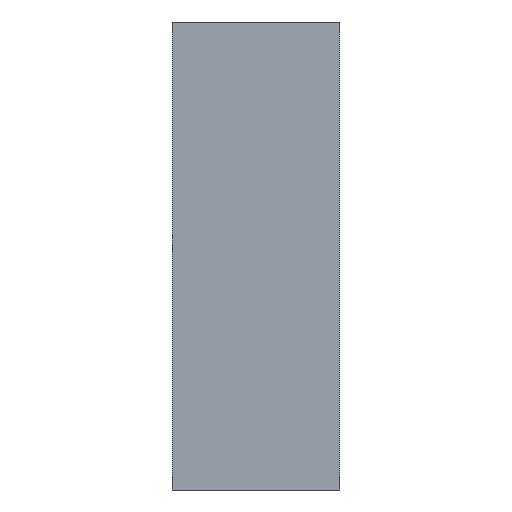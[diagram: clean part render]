
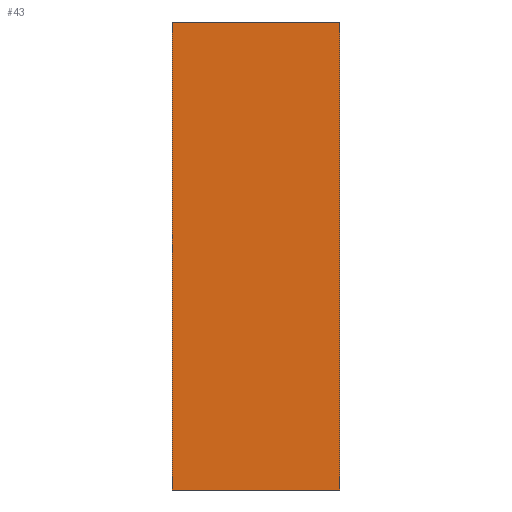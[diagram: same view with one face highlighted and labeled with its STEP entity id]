
A CAD part, left-side view. The second image highlights one B-rep face of the part: STEP entity #43.
In plain terms, the highlighted planar face has unit normal (-1, 0, 0).
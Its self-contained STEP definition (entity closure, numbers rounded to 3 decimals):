
#43 = ADVANCED_FACE( '', ( #97 ), #98, .F. );
#97 = FACE_OUTER_BOUND( '', #164, .T. );
#98 = PLANE( '', #165 );
#164 = EDGE_LOOP( '', ( #237, #238, #239, #240 ) );
#165 = AXIS2_PLACEMENT_3D( '', #241, #242, #243 );
#237 = ORIENTED_EDGE( '', *, *, #330, .T. );
#238 = ORIENTED_EDGE( '', *, *, #331, .F. );
#239 = ORIENTED_EDGE( '', *, *, #327, .F. );
#240 = ORIENTED_EDGE( '', *, *, #332, .T. );
#241 = CARTESIAN_POINT( '', ( -25.529, -3.175, 8.89 ) );
#242 = DIRECTION( '', ( 1., 0., 0. ) );
#243 = DIRECTION( '', ( 0., 0., -1. ) );
#327 = EDGE_CURVE( '', #377, #379, #380, .T. );
#330 = EDGE_CURVE( '', #383, #384, #385, .T. );
#331 = EDGE_CURVE( '', #379, #384, #386, .T. );
#332 = EDGE_CURVE( '', #377, #383, #387, .T. );
#377 = VERTEX_POINT( '', #442 );
#379 = VERTEX_POINT( '', #445 );
#380 = LINE( '', #446, #447 );
#383 = VERTEX_POINT( '', #451 );
#384 = VERTEX_POINT( '', #452 );
#385 = LINE( '', #453, #454 );
#386 = LINE( '', #455, #456 );
#387 = LINE( '', #457, #458 );
#442 = CARTESIAN_POINT( '', ( -25.529, -3.175, 6.61 ) );
#445 = CARTESIAN_POINT( '', ( -25.529, -3.175, -2.28 ) );
#446 = CARTESIAN_POINT( '', ( -25.529, -3.175, 8.89 ) );
#447 = VECTOR( '', #513, 1000. );
#451 = CARTESIAN_POINT( '', ( -25.529, 0., 6.61 ) );
#452 = CARTESIAN_POINT( '', ( -25.529, 0., -2.28 ) );
#453 = CARTESIAN_POINT( '', ( -25.529, 0., 8.89 ) );
#454 = VECTOR( '', #515, 1000. );
#455 = CARTESIAN_POINT( '', ( -25.529, -3.175, -2.28 ) );
#456 = VECTOR( '', #516, 1000. );
#457 = CARTESIAN_POINT( '', ( -25.529, -3.175, 6.61 ) );
#458 = VECTOR( '', #517, 1000. );
#513 = DIRECTION( '', ( 0., 0., -1. ) );
#515 = DIRECTION( '', ( 0., 0., -1. ) );
#516 = DIRECTION( '', ( 0., 1., 0. ) );
#517 = DIRECTION( '', ( 0., 1., 0. ) );
